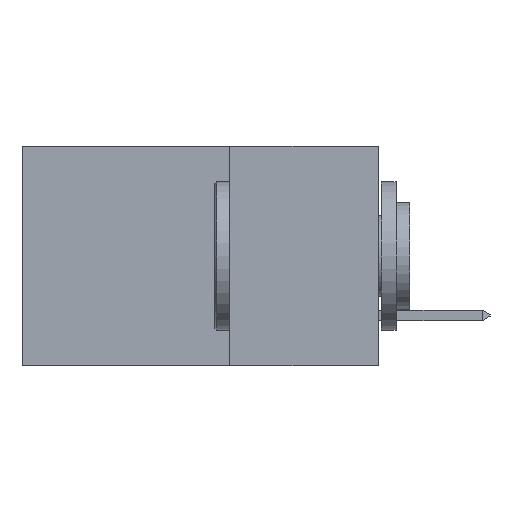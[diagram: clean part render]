
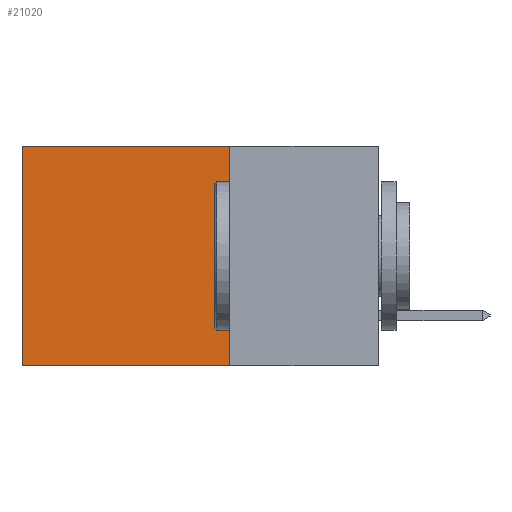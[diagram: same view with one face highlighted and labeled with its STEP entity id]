
A CAD part, left-side view. The second image highlights one B-rep face of the part: STEP entity #21020.
In plain terms, the highlighted planar face has unit normal (-1, 0, 0).
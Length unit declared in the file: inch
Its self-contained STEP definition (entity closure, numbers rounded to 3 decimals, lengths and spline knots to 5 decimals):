
#796 = DIRECTION ( 'NONE',  ( 0., 0., -1. ) ) ;
#816 = VECTOR ( 'NONE', #7303, 39.37008 ) ;
#848 = VECTOR ( 'NONE', #19613, 39.37008 ) ;
#1467 = LINE ( 'NONE', #17290, #816 ) ;
#2148 = VERTEX_POINT ( 'NONE', #13059 ) ;
#2410 = CARTESIAN_POINT ( 'NONE',  ( 0.298, 0.6, -0.37 ) ) ;
#3489 = EDGE_LOOP ( 'NONE', ( #6670, #15186, #16438, #6346 ) ) ;
#4778 = PLANE ( 'NONE',  #16755 ) ;
#5792 = EDGE_CURVE ( 'NONE', #13387, #14961, #1467, .T. ) ;
#6346 = ORIENTED_EDGE ( 'NONE', *, *, #16560, .T. ) ;
#6670 = ORIENTED_EDGE ( 'NONE', *, *, #19059, .T. ) ;
#7303 = DIRECTION ( 'NONE',  ( 0., 1., 0. ) ) ;
#8421 = FACE_OUTER_BOUND ( 'NONE', #3489, .T. ) ;
#8903 = CARTESIAN_POINT ( 'NONE',  ( 0.298, 0.25, 0. ) ) ;
#10019 = DIRECTION ( 'NONE',  ( 0., 1., 0. ) ) ;
#10714 = LINE ( 'NONE', #16190, #20618 ) ;
#12129 = VECTOR ( 'NONE', #10019, 39.37008 ) ;
#12905 = DIRECTION ( 'NONE',  ( 1., 0., 0. ) ) ;
#13059 = CARTESIAN_POINT ( 'NONE',  ( 0.298, 0.6, 0. ) ) ;
#13387 = VERTEX_POINT ( 'NONE', #23428 ) ;
#14063 = CARTESIAN_POINT ( 'NONE',  ( 0.298, 0.25, 0. ) ) ;
#14961 = VERTEX_POINT ( 'NONE', #2410 ) ;
#15186 = ORIENTED_EDGE ( 'NONE', *, *, #5792, .F. ) ;
#16190 = CARTESIAN_POINT ( 'NONE',  ( 0.298, 0.25, 0. ) ) ;
#16438 = ORIENTED_EDGE ( 'NONE', *, *, #24538, .F. ) ;
#16560 = EDGE_CURVE ( 'NONE', #23343, #2148, #17442, .T. ) ;
#16755 = AXIS2_PLACEMENT_3D ( 'NONE', #8903, #12905, #796 ) ;
#16934 = LINE ( 'NONE', #17649, #848 ) ;
#17290 = CARTESIAN_POINT ( 'NONE',  ( 0.298, 0.25, -0.37 ) ) ;
#17442 = LINE ( 'NONE', #19877, #12129 ) ;
#17649 = CARTESIAN_POINT ( 'NONE',  ( 0.298, 0.6, 0. ) ) ;
#18152 = DIRECTION ( 'NONE',  ( 0., 0., -1. ) ) ;
#19059 = EDGE_CURVE ( 'NONE', #2148, #14961, #16934, .T. ) ;
#19613 = DIRECTION ( 'NONE',  ( 0., 0., -1. ) ) ;
#19877 = CARTESIAN_POINT ( 'NONE',  ( 0.298, 0.25, 0. ) ) ;
#20618 = VECTOR ( 'NONE', #18152, 39.37008 ) ;
#21020 = ADVANCED_FACE ( 'NONE', ( #8421 ), #4778, .F. ) ;
#23343 = VERTEX_POINT ( 'NONE', #14063 ) ;
#23428 = CARTESIAN_POINT ( 'NONE',  ( 0.298, 0.25, -0.37 ) ) ;
#24538 = EDGE_CURVE ( 'NONE', #23343, #13387, #10714, .T. ) ;
